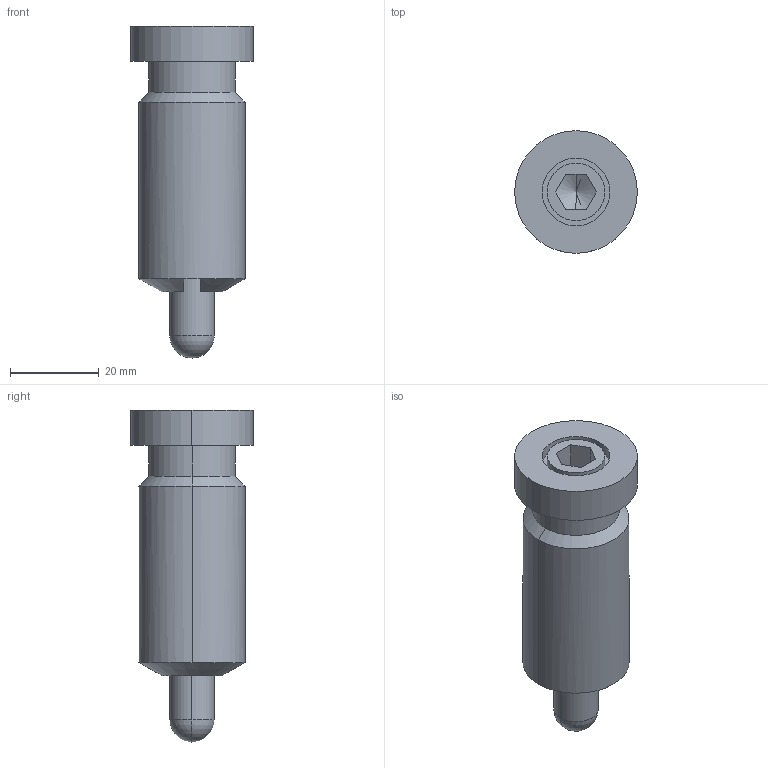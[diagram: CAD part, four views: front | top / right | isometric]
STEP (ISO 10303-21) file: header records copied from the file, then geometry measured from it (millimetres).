
FILE_DESCRIPTION(('STEP AP214'),'1');
FILE_NAME('HALDERN_EH_22070_0580.stp','2020-04-22T11:24:55',('TraceParts'),('TraceParts S.A.'),'Spatial InterOp 3D',' ',' ');
FILE_SCHEMA(('AUTOMOTIVE_DESIGN { 1 0 10303 214 1 1 1 1 }'));
Length unit declared in the file: millimetre
Products named in the file (1): HALDERN_EH_22070_0580_1
Bounding box: 27.71 x 27.71 x 75 mm (x, y, z)
Volume: 26977.9 mm3; surface area: 7881.7 mm2
Topology: 2 solids, 2 shells, 54 faces, 120 edges, 72 vertices
Faces by surface type: plane 28, cylinder 18, cone 6, sphere 2
Entity records: 2652 total; most frequent: DIRECTION 280, CARTESIAN_POINT 252, ORIENTED_EDGE 232, STYLED_ITEM 200, PRESENTATION_STYLE_ASSIGNMENT 200, COLOUR_RGB 200, EDGE_CURVE 116, AXIS2_PLACEMENT_3D 112
